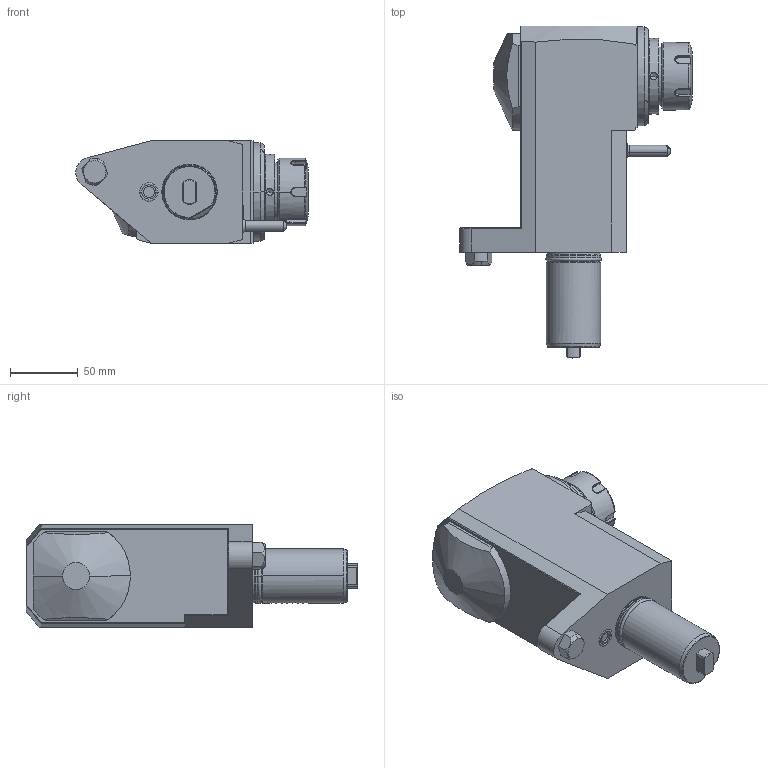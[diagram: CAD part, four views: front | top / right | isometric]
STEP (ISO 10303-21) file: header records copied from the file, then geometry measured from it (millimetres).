
FILE_DESCRIPTION((''),'2;1');
FILE_NAME('NGT1_40_221_32_1_1_130MZ2','2020-02-10T',('vali'),('NOVA GRUP'),'PRO/ENGINEER BY PARAMETRIC TECHNOLOGY CORPORATION, 2010280','PRO/ENGINEER BY PARAMETRIC TECHNOLOGY CORPORATION, 2010280','');
FILE_SCHEMA(('CONFIG_CONTROL_DESIGN'));
Length unit declared in the file: millimetre
Products named in the file (1): NGT1_40_221_32_1_1_130MZ2
Bounding box: 171.59 x 245 x 76 mm (x, y, z)
Volume: 1283723 mm3; surface area: 91859.1 mm2
Topology: 1 solids, 1 shells, 289 faces, 737 edges, 469 vertices
Faces by surface type: plane 132, cylinder 74, cone 36, bspline 28, torus 17, sphere 2
Entity records: 11834 total; most frequent: CARTESIAN_POINT 5219, ORIENTED_EDGE 1474, DIRECTION 1187, EDGE_CURVE 737, VERTEX_POINT 469, AXIS2_PLACEMENT_3D 420, VECTOR 347, LINE 347
